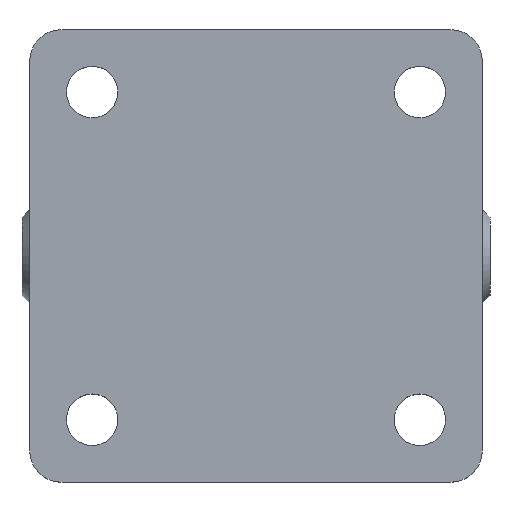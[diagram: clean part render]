
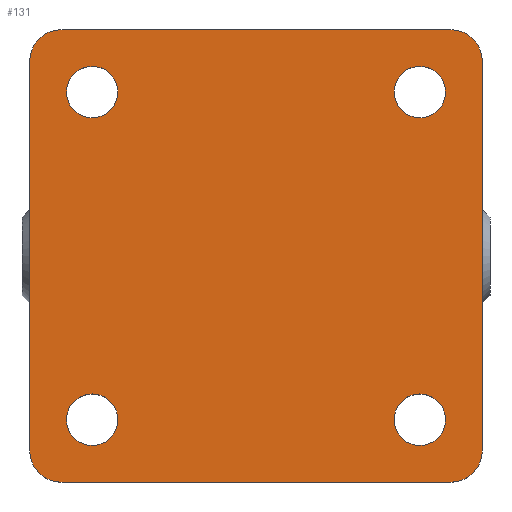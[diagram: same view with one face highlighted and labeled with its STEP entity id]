
A CAD part, top view. The second image highlights one B-rep face of the part: STEP entity #131.
In plain terms, the highlighted planar face has unit normal (0, 0, 1).
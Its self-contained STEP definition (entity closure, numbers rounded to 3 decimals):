
#131=ADVANCED_FACE('',(#254,#255,#256,#257,#258),#259,.T.);
#254=FACE_BOUND('',#384,.T.);
#255=FACE_BOUND('',#385,.T.);
#256=FACE_BOUND('',#386,.T.);
#257=FACE_BOUND('',#387,.T.);
#258=FACE_OUTER_BOUND('',#388,.T.);
#259=PLANE('',#389);
#384=EDGE_LOOP('',(#826,#827));
#385=EDGE_LOOP('',(#828,#829));
#386=EDGE_LOOP('',(#830,#831));
#387=EDGE_LOOP('',(#832,#833));
#388=EDGE_LOOP('',(#834,#835,#836,#837,#838,#839,#840,#841));
#389=AXIS2_PLACEMENT_3D('',#842,#843,#844);
#826=ORIENTED_EDGE('',*,*,#911,.T.);
#827=ORIENTED_EDGE('',*,*,#921,.T.);
#828=ORIENTED_EDGE('',*,*,#907,.T.);
#829=ORIENTED_EDGE('',*,*,#943,.T.);
#830=ORIENTED_EDGE('',*,*,#903,.T.);
#831=ORIENTED_EDGE('',*,*,#963,.T.);
#832=ORIENTED_EDGE('',*,*,#899,.T.);
#833=ORIENTED_EDGE('',*,*,#983,.T.);
#834=ORIENTED_EDGE('',*,*,#992,.F.);
#835=ORIENTED_EDGE('',*,*,#993,.F.);
#836=ORIENTED_EDGE('',*,*,#971,.F.);
#837=ORIENTED_EDGE('',*,*,#976,.F.);
#838=ORIENTED_EDGE('',*,*,#951,.F.);
#839=ORIENTED_EDGE('',*,*,#956,.F.);
#840=ORIENTED_EDGE('',*,*,#930,.F.);
#841=ORIENTED_EDGE('',*,*,#936,.F.);
#842=CARTESIAN_POINT('',(0.0,0.,9.0));
#843=DIRECTION('',(0.0,0.0,1.0));
#844=DIRECTION('',(1.0,0.0,0.0));
#899=EDGE_CURVE('',#1077,#1074,#1078,.T.);
#903=EDGE_CURVE('',#1085,#1082,#1086,.T.);
#907=EDGE_CURVE('',#1093,#1090,#1094,.T.);
#911=EDGE_CURVE('',#1101,#1098,#1102,.T.);
#921=EDGE_CURVE('',#1098,#1101,#1119,.T.);
#930=EDGE_CURVE('',#1131,#1133,#1134,.T.);
#936=EDGE_CURVE('',#1142,#1131,#1144,.T.);
#943=EDGE_CURVE('',#1090,#1093,#1155,.T.);
#951=EDGE_CURVE('',#1165,#1167,#1168,.T.);
#956=EDGE_CURVE('',#1133,#1165,#1176,.T.);
#963=EDGE_CURVE('',#1082,#1085,#1187,.T.);
#971=EDGE_CURVE('',#1197,#1199,#1200,.T.);
#976=EDGE_CURVE('',#1167,#1197,#1208,.T.);
#983=EDGE_CURVE('',#1074,#1077,#1219,.T.);
#992=EDGE_CURVE('',#1230,#1142,#1232,.T.);
#993=EDGE_CURVE('',#1199,#1230,#1233,.T.);
#1074=VERTEX_POINT('',#1340);
#1077=VERTEX_POINT('',#1344);
#1078=CIRCLE('',#1345,3.3);
#1082=VERTEX_POINT('',#1350);
#1085=VERTEX_POINT('',#1354);
#1086=CIRCLE('',#1355,3.3);
#1090=VERTEX_POINT('',#1360);
#1093=VERTEX_POINT('',#1364);
#1094=CIRCLE('',#1365,3.3);
#1098=VERTEX_POINT('',#1370);
#1101=VERTEX_POINT('',#1374);
#1102=CIRCLE('',#1375,3.3);
#1119=CIRCLE('',#1397,3.3);
#1131=VERTEX_POINT('',#1415);
#1133=VERTEX_POINT('',#1418);
#1134=LINE('',#1419,#1420);
#1142=VERTEX_POINT('',#1432);
#1144=CIRCLE('',#1435,4.0);
#1155=CIRCLE('',#1449,3.3);
#1165=VERTEX_POINT('',#1464);
#1167=VERTEX_POINT('',#1467);
#1168=LINE('',#1468,#1469);
#1176=CIRCLE('',#1481,4.0);
#1187=CIRCLE('',#1495,3.3);
#1197=VERTEX_POINT('',#1510);
#1199=VERTEX_POINT('',#1513);
#1200=LINE('',#1514,#1515);
#1208=CIRCLE('',#1527,4.0);
#1219=CIRCLE('',#1541,3.3);
#1230=VERTEX_POINT('',#1558);
#1232=LINE('',#1561,#1562);
#1233=CIRCLE('',#1563,4.0);
#1340=CARTESIAN_POINT('',(-17.7,-21.0,9.0));
#1344=CARTESIAN_POINT('',(-24.3,-21.0,9.0));
#1345=AXIS2_PLACEMENT_3D('',#1675,#1676,#1677);
#1350=CARTESIAN_POINT('',(21.0,-17.7,9.0));
#1354=CARTESIAN_POINT('',(21.0,-24.3,9.0));
#1355=AXIS2_PLACEMENT_3D('',#1683,#1684,#1685);
#1360=CARTESIAN_POINT('',(17.7,21.0,9.0));
#1364=CARTESIAN_POINT('',(24.3,21.0,9.0));
#1365=AXIS2_PLACEMENT_3D('',#1691,#1692,#1693);
#1370=CARTESIAN_POINT('',(-21.0,17.7,9.0));
#1374=CARTESIAN_POINT('',(-21.0,24.3,9.0));
#1375=AXIS2_PLACEMENT_3D('',#1699,#1700,#1701);
#1397=AXIS2_PLACEMENT_3D('',#1719,#1720,#1721);
#1415=CARTESIAN_POINT('',(-25.0,29.0,9.0));
#1418=CARTESIAN_POINT('',(25.0,29.0,9.0));
#1419=CARTESIAN_POINT('',(25.0,29.0,9.0));
#1420=VECTOR('',#1732,1.0);
#1432=CARTESIAN_POINT('',(-29.0,25.0,9.0));
#1435=AXIS2_PLACEMENT_3D('',#1738,#1739,#1740);
#1449=AXIS2_PLACEMENT_3D('',#1753,#1754,#1755);
#1464=CARTESIAN_POINT('',(29.0,25.0,9.0));
#1467=CARTESIAN_POINT('',(29.0,-25.0,9.0));
#1468=CARTESIAN_POINT('',(29.0,-25.0,9.0));
#1469=VECTOR('',#1765,1.0);
#1481=AXIS2_PLACEMENT_3D('',#1770,#1771,#1772);
#1495=AXIS2_PLACEMENT_3D('',#1785,#1786,#1787);
#1510=CARTESIAN_POINT('',(25.0,-29.0,9.0));
#1513=CARTESIAN_POINT('',(-25.0,-29.0,9.0));
#1514=CARTESIAN_POINT('',(-25.0,-29.0,9.0));
#1515=VECTOR('',#1797,1.0);
#1527=AXIS2_PLACEMENT_3D('',#1802,#1803,#1804);
#1541=AXIS2_PLACEMENT_3D('',#1817,#1818,#1819);
#1558=CARTESIAN_POINT('',(-29.0,-25.0,9.0));
#1561=CARTESIAN_POINT('',(-29.0,25.0,9.0));
#1562=VECTOR('',#1830,1.0);
#1563=AXIS2_PLACEMENT_3D('',#1831,#1832,#1833);
#1675=CARTESIAN_POINT('',(-21.0,-21.0,9.0));
#1676=DIRECTION('',(0.0,0.0,-1.0));
#1677=DIRECTION('',(1.0,0.0,0.0));
#1683=CARTESIAN_POINT('',(21.0,-21.0,9.0));
#1684=DIRECTION('',(0.0,0.0,-1.0));
#1685=DIRECTION('',(0.,1.0,0.0));
#1691=CARTESIAN_POINT('',(21.0,21.0,9.0));
#1692=DIRECTION('',(-0.0,0.0,-1.0));
#1693=DIRECTION('',(-1.0,0.,0.0));
#1699=CARTESIAN_POINT('',(-21.0,21.0,9.0));
#1700=DIRECTION('',(-0.0,0.0,-1.0));
#1701=DIRECTION('',(0.,-1.0,0.0));
#1719=CARTESIAN_POINT('',(-21.0,21.0,9.0));
#1720=DIRECTION('',(-0.0,0.0,-1.0));
#1721=DIRECTION('',(0.,-1.0,0.0));
#1732=DIRECTION('',(1.0,0.0,0.0));
#1738=CARTESIAN_POINT('',(-25.0,25.0,9.0));
#1739=DIRECTION('',(0.0,0.0,-1.0));
#1740=DIRECTION('',(1.0,0.0,0.0));
#1753=CARTESIAN_POINT('',(21.0,21.0,9.0));
#1754=DIRECTION('',(-0.0,0.0,-1.0));
#1755=DIRECTION('',(-1.0,0.,0.0));
#1765=DIRECTION('',(-0.0,-1.0,-0.0));
#1770=CARTESIAN_POINT('',(25.0,25.0,9.0));
#1771=DIRECTION('',(0.0,0.0,-1.0));
#1772=DIRECTION('',(1.0,0.0,0.0));
#1785=CARTESIAN_POINT('',(21.0,-21.0,9.0));
#1786=DIRECTION('',(0.0,0.0,-1.0));
#1787=DIRECTION('',(0.,1.0,0.0));
#1797=DIRECTION('',(-1.0,-0.0,-0.0));
#1802=CARTESIAN_POINT('',(25.0,-25.0,9.0));
#1803=DIRECTION('',(0.0,0.0,-1.0));
#1804=DIRECTION('',(1.0,0.0,0.0));
#1817=CARTESIAN_POINT('',(-21.0,-21.0,9.0));
#1818=DIRECTION('',(0.0,0.0,-1.0));
#1819=DIRECTION('',(1.0,0.0,0.0));
#1830=DIRECTION('',(0.0,1.0,0.0));
#1831=CARTESIAN_POINT('',(-25.0,-25.0,9.0));
#1832=DIRECTION('',(0.0,0.0,-1.0));
#1833=DIRECTION('',(1.0,0.0,0.0));
